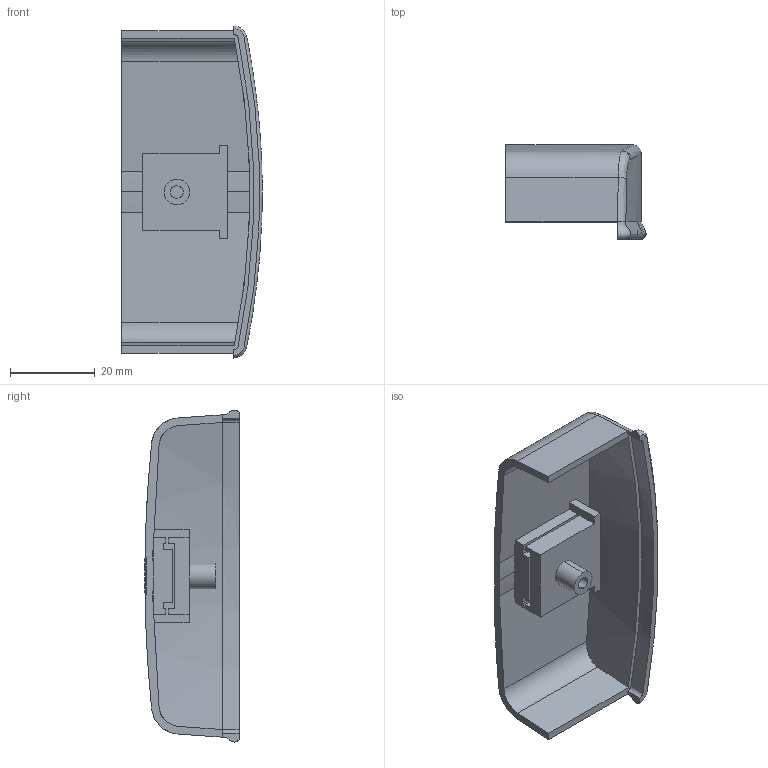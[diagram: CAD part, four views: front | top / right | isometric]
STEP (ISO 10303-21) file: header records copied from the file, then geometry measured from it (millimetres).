
FILE_DESCRIPTION (( 'STEP AP203' ), '1' );
FILE_NAME ('CKK11D-Z-080-020-K01 Çàãëóøêà ÊÌÇÏ 80õ20.STEP', '2016-07-11T13:16:42', ( '' ), ( '' ), 'SwSTEP 2.0', 'SolidWorks 2014', '' );
FILE_SCHEMA (( 'CONFIG_CONTROL_DESIGN' ));
Length unit declared in the file: millimetre
Products named in the file (1): CKK11D-Z-080-020-K01 Çàãëóøêà ÊÌÇÏ 80õ20
Bounding box: 33.14 x 22.22 x 78.27 mm (x, y, z)
Volume: 10987.6 mm3; surface area: 11279.3 mm2
Topology: 1 solids, 1 shells, 73 faces, 203 edges, 132 vertices
Faces by surface type: plane 40, cylinder 20, bspline 13
Entity records: 3712 total; most frequent: CARTESIAN_POINT 1855, ORIENTED_EDGE 406, DIRECTION 320, EDGE_CURVE 203, VERTEX_POINT 132, VECTOR 126, LINE 126, AXIS2_PLACEMENT_3D 97
